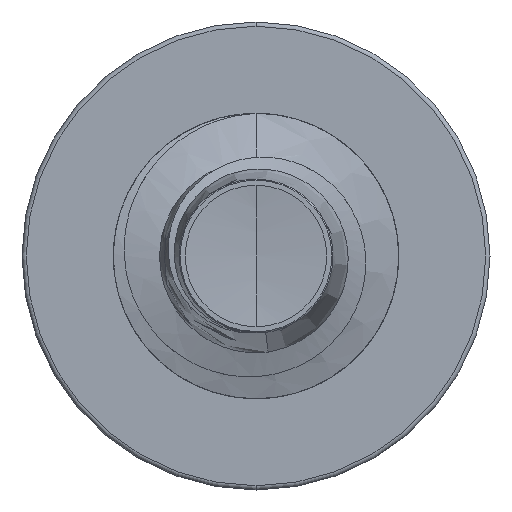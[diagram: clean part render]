
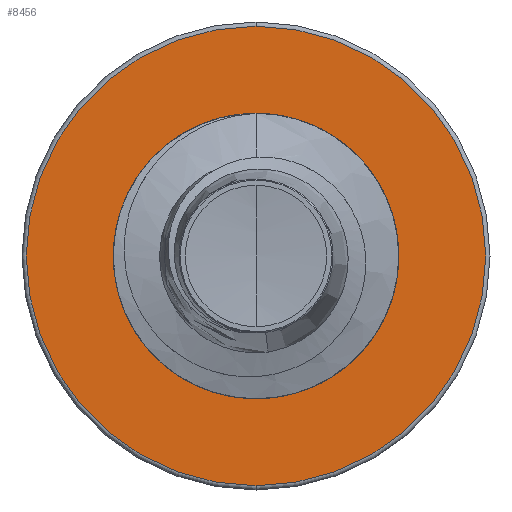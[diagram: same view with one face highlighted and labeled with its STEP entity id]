
A CAD part, front view. The second image highlights one B-rep face of the part: STEP entity #8456.
In plain terms, the highlighted planar face has unit normal (0, -1, 0).
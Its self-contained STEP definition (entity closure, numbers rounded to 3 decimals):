
#198 = DIRECTION ( 'NONE',  ( 0., 0., 1. ) ) ;
#555 = AXIS2_PLACEMENT_3D ( 'NONE', #24242, #13507, #198 ) ;
#712 = ORIENTED_EDGE ( 'NONE', *, *, #19602, .F. ) ;
#2997 = PLANE ( 'NONE',  #19782 ) ;
#4478 = DIRECTION ( 'NONE',  ( 0., 1., 0. ) ) ;
#5339 = DIRECTION ( 'NONE',  ( 0., 1., 0. ) ) ;
#5776 = CARTESIAN_POINT ( 'NONE',  ( 0., 22.5, 0. ) ) ;
#6784 = VERTEX_POINT ( 'NONE', #11000 ) ;
#6798 = DIRECTION ( 'NONE',  ( 0., 1., 0. ) ) ;
#7478 = CARTESIAN_POINT ( 'NONE',  ( 0., 22.5, -2.415 ) ) ;
#7977 = DIRECTION ( 'NONE',  ( 0., 0., 1. ) ) ;
#8456 = ADVANCED_FACE ( 'NONE', ( #17826, #17213 ), #2997, .F. ) ;
#8624 = EDGE_LOOP ( 'NONE', ( #19878, #712 ) ) ;
#11000 = CARTESIAN_POINT ( 'NONE',  ( 0., 22.5, 2.415 ) ) ;
#11217 = CIRCLE ( 'NONE', #13054, 4.025 ) ;
#11407 = VERTEX_POINT ( 'NONE', #18303 ) ;
#12557 = VERTEX_POINT ( 'NONE', #14896 ) ;
#13054 = AXIS2_PLACEMENT_3D ( 'NONE', #17098, #4478, #18975 ) ;
#13507 = DIRECTION ( 'NONE',  ( 0., 1., 0. ) ) ;
#14896 = CARTESIAN_POINT ( 'NONE',  ( 0., 22.5, -4.025 ) ) ;
#15430 = CIRCLE ( 'NONE', #555, 2.415 ) ;
#17098 = CARTESIAN_POINT ( 'NONE',  ( 0., 22.5, 0. ) ) ;
#17213 = FACE_BOUND ( 'NONE', #18682, .T. ) ;
#17222 = ORIENTED_EDGE ( 'NONE', *, *, #24849, .T. ) ;
#17826 = FACE_OUTER_BOUND ( 'NONE', #8624, .T. ) ;
#18162 = CARTESIAN_POINT ( 'NONE',  ( 0., 22.5, 4.025 ) ) ;
#18303 = CARTESIAN_POINT ( 'NONE',  ( 0., 22.5, -2.415 ) ) ;
#18357 = CIRCLE ( 'NONE', #21095, 2.415 ) ;
#18682 = EDGE_LOOP ( 'NONE', ( #17222, #21993 ) ) ;
#18975 = DIRECTION ( 'NONE',  ( 0., 0., 1. ) ) ;
#19005 = CARTESIAN_POINT ( 'NONE',  ( 0., 22.5, 0. ) ) ;
#19177 = AXIS2_PLACEMENT_3D ( 'NONE', #19005, #6798, #20788 ) ;
#19602 = EDGE_CURVE ( 'NONE', #12557, #23231, #24688, .T. ) ;
#19661 = DIRECTION ( 'NONE',  ( 0., 0., 1. ) ) ;
#19782 = AXIS2_PLACEMENT_3D ( 'NONE', #7478, #5339, #19661 ) ;
#19878 = ORIENTED_EDGE ( 'NONE', *, *, #24034, .F. ) ;
#20001 = DIRECTION ( 'NONE',  ( 0., 1., 0. ) ) ;
#20788 = DIRECTION ( 'NONE',  ( 0., 0., 1. ) ) ;
#21095 = AXIS2_PLACEMENT_3D ( 'NONE', #5776, #20001, #7977 ) ;
#21993 = ORIENTED_EDGE ( 'NONE', *, *, #22966, .T. ) ;
#22966 = EDGE_CURVE ( 'NONE', #11407, #6784, #18357, .T. ) ;
#23231 = VERTEX_POINT ( 'NONE', #18162 ) ;
#24034 = EDGE_CURVE ( 'NONE', #23231, #12557, #11217, .T. ) ;
#24242 = CARTESIAN_POINT ( 'NONE',  ( 0., 22.5, 0. ) ) ;
#24688 = CIRCLE ( 'NONE', #19177, 4.025 ) ;
#24849 = EDGE_CURVE ( 'NONE', #6784, #11407, #15430, .T. ) ;
